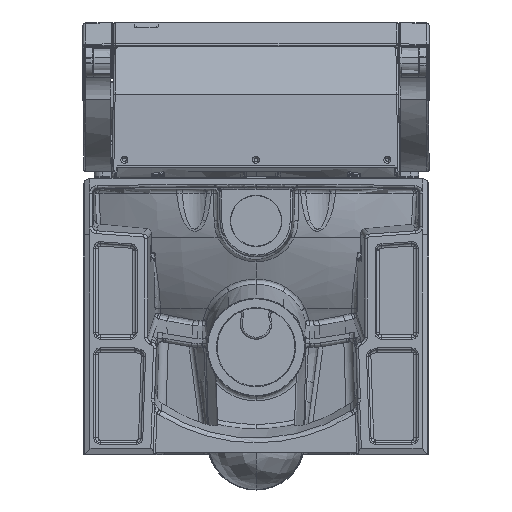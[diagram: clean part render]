
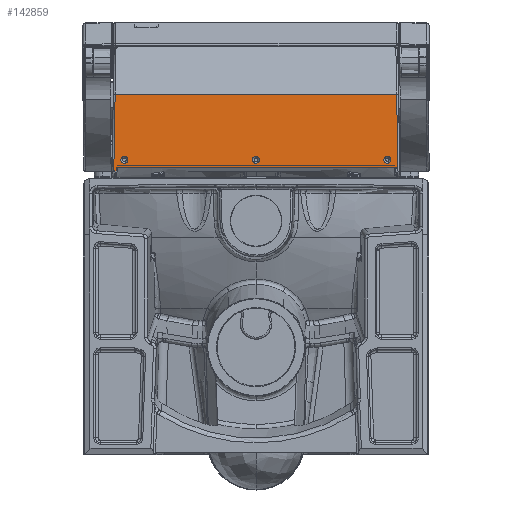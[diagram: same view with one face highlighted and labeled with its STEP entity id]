
A CAD part, left-side view. The second image highlights one B-rep face of the part: STEP entity #142859.
In plain terms, the highlighted face is planar.
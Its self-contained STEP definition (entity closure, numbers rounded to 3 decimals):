
#127930=CARTESIAN_POINT('',(149.42,8.259,-15.721));
#127931=VERTEX_POINT('',#127930);
#127939=CARTESIAN_POINT('',(150.855,8.279,-15.721));
#127940=VERTEX_POINT('',#127939);
#127941=CARTESIAN_POINT('',(154.294,8.328,-15.719));
#127942=CARTESIAN_POINT('',(-446.653,-0.253,-16.019));
#127943=CARTESIAN_POINT('',(154.228,12.117,-15.587));
#127951=(BOUNDED_CURVE()B_SPLINE_CURVE(2,(#127941,#127942,#127943),.UNSPECIFIED.,.F.,.U.)B_SPLINE_CURVE_WITH_KNOTS((3,3),(0.0,59.552),.UNSPECIFIED.)CURVE()GEOMETRIC_REPRESENTATION_ITEM()RATIONAL_B_SPLINE_CURVE((1.0,0.982,1.0))REPRESENTATION_ITEM(''));
#127952=EDGE_CURVE('',#127940,#127931,#127951,.T.);
#127996=CARTESIAN_POINT('',(-150.854,8.28,-15.721));
#127997=VERTEX_POINT('',#127996);
#129992=CARTESIAN_POINT('',(-150.435,89.686,-12.878));
#129993=VERTEX_POINT('',#129992);
#130003=CARTESIAN_POINT('',(-151.856,8.28,-15.721));
#130004=VERTEX_POINT('',#130003);
#130005=CARTESIAN_POINT('',(-151.856,8.28,-15.72));
#130006=DIRECTION('',(0.017,0.999,0.035));
#130007=VECTOR('',#130006,81.469);
#130008=LINE('',#130005,#130007);
#130009=EDGE_CURVE('',#130004,#129993,#130008,.T.);
#132186=CARTESIAN_POINT('',(150.435,89.686,-12.878));
#132187=VERTEX_POINT('',#132186);
#132203=CARTESIAN_POINT('',(151.856,8.279,-15.72));
#132204=VERTEX_POINT('',#132203);
#132224=CARTESIAN_POINT('',(150.435,89.686,-12.878));
#132225=DIRECTION('',(0.017,-0.999,-0.035));
#132226=VECTOR('',#132225,81.469);
#132227=LINE('',#132224,#132226);
#132228=EDGE_CURVE('',#132187,#132204,#132227,.T.);
#132421=CARTESIAN_POINT('',(144.25,20.,-15.311));
#132422=VERTEX_POINT('',#132421);
#132429=CARTESIAN_POINT('',(136.75,20.,-15.311));
#132430=VERTEX_POINT('',#132429);
#132431=CARTESIAN_POINT('',(140.5,20.,-15.311));
#132432=DIRECTION('',(0.0,0.035,-0.999));
#132433=DIRECTION('',(0.,0.999,0.035));
#132434=AXIS2_PLACEMENT_3D('',#132431,#132432,#132433);
#132435=ELLIPSE('',#132434,3.752,3.75);
#132436=EDGE_CURVE('',#132422,#132430,#132435,.T.);
#132454=CARTESIAN_POINT('',(140.5,20.,-15.311));
#132455=DIRECTION('',(0.,0.035,-0.999));
#132456=DIRECTION('',(0.,-0.999,-0.035));
#132457=AXIS2_PLACEMENT_3D('',#132454,#132455,#132456);
#132458=ELLIPSE('',#132457,3.752,3.75);
#132459=EDGE_CURVE('',#132430,#132422,#132458,.T.);
#135514=CARTESIAN_POINT('',(151.856,8.279,-15.72));
#135515=DIRECTION('',(-1.0,0.0,0.0));
#135516=VECTOR('',#135515,1.001);
#135517=LINE('',#135514,#135516);
#135518=EDGE_CURVE('',#132204,#127940,#135517,.T.);
#135641=CARTESIAN_POINT('',(-150.855,8.28,-15.721));
#135642=DIRECTION('',(-1.0,0.0,0.0));
#135643=VECTOR('',#135642,1.002);
#135644=LINE('',#135641,#135643);
#135645=EDGE_CURVE('',#127997,#130004,#135644,.T.);
#136064=CARTESIAN_POINT('',(-144.25,20.,-15.311));
#136065=VERTEX_POINT('',#136064);
#136072=CARTESIAN_POINT('',(-136.75,20.,-15.311));
#136073=VERTEX_POINT('',#136072);
#136074=CARTESIAN_POINT('',(-140.5,20.,-15.311));
#136075=DIRECTION('',(0.,0.035,-0.999));
#136076=DIRECTION('',(0.,-0.999,-0.035));
#136077=AXIS2_PLACEMENT_3D('',#136074,#136075,#136076);
#136078=ELLIPSE('',#136077,3.752,3.75);
#136079=EDGE_CURVE('',#136065,#136073,#136078,.T.);
#136097=CARTESIAN_POINT('',(-140.5,20.,-15.311));
#136098=DIRECTION('',(0.,0.035,-0.999));
#136099=DIRECTION('',(0.,0.999,0.035));
#136100=AXIS2_PLACEMENT_3D('',#136097,#136098,#136099);
#136101=ELLIPSE('',#136100,3.752,3.75);
#136102=EDGE_CURVE('',#136073,#136065,#136101,.T.);
#136298=CARTESIAN_POINT('',(-3.75,20.,-15.311));
#136299=VERTEX_POINT('',#136298);
#136306=CARTESIAN_POINT('',(3.75,20.,-15.311));
#136307=VERTEX_POINT('',#136306);
#136308=CARTESIAN_POINT('',(0.,20.,-15.311));
#136309=DIRECTION('',(0.0,0.035,-0.999));
#136310=DIRECTION('',(0.,-0.999,-0.035));
#136311=AXIS2_PLACEMENT_3D('',#136308,#136309,#136310);
#136312=ELLIPSE('',#136311,3.752,3.75);
#136313=EDGE_CURVE('',#136299,#136307,#136312,.T.);
#136331=CARTESIAN_POINT('',(0.0,20.,-15.311));
#136332=DIRECTION('',(0.,0.035,-0.999));
#136333=DIRECTION('',(0.,0.999,0.035));
#136334=AXIS2_PLACEMENT_3D('',#136331,#136332,#136333);
#136335=ELLIPSE('',#136334,3.752,3.75);
#136336=EDGE_CURVE('',#136307,#136299,#136335,.T.);
#140602=CARTESIAN_POINT('',(-150.79,12.,-15.591));
#140603=VERTEX_POINT('',#140602);
#140604=CARTESIAN_POINT('',(-150.79,12.,-15.591));
#140605=DIRECTION('',(-0.017,-0.999,-0.035));
#140606=VECTOR('',#140605,3.723);
#140607=LINE('',#140604,#140606);
#140608=EDGE_CURVE('',#140603,#127997,#140607,.T.);
#140610=CARTESIAN_POINT('',(-147.573,12.,-15.589));
#140611=VERTEX_POINT('',#140610);
#140612=CARTESIAN_POINT('',(-147.573,12.,-15.589));
#140613=DIRECTION('',(-1.,0.,-0.001));
#140614=VECTOR('',#140613,3.217);
#140615=LINE('',#140612,#140614);
#140616=EDGE_CURVE('',#140611,#140603,#140615,.T.);
#142638=CARTESIAN_POINT('',(-150.435,89.686,-12.878));
#142639=DIRECTION('',(1.0,0.0,0.0));
#142640=VECTOR('',#142639,300.871);
#142641=LINE('',#142638,#142640);
#142642=EDGE_CURVE('',#129993,#132187,#142641,.T.);
#142803=CARTESIAN_POINT('',(0.0,6.63,-15.778));
#142804=DIRECTION('',(0.0,-0.035,0.999));
#142805=DIRECTION('',(1.0,0.0,0.0));
#142806=AXIS2_PLACEMENT_3D('',#142803,#142804,#142805);
#142807=PLANE('',#142806);
#142808=ORIENTED_EDGE('',*,*,#140616,.T.);
#142809=ORIENTED_EDGE('',*,*,#140608,.T.);
#142810=ORIENTED_EDGE('',*,*,#135645,.T.);
#142811=ORIENTED_EDGE('',*,*,#130009,.T.);
#142812=ORIENTED_EDGE('',*,*,#142642,.T.);
#142813=ORIENTED_EDGE('',*,*,#132228,.T.);
#142814=ORIENTED_EDGE('',*,*,#135518,.T.);
#142815=ORIENTED_EDGE('',*,*,#127952,.T.);
#142816=CARTESIAN_POINT('',(149.328,10.965,-15.627));
#142817=VERTEX_POINT('',#142816);
#142818=CARTESIAN_POINT('',(149.328,10.965,-15.627));
#142819=DIRECTION('',(0.035,-0.999,-0.035));
#142820=VECTOR('',#142819,2.71);
#142821=LINE('',#142818,#142820);
#142822=EDGE_CURVE('',#142817,#127931,#142821,.T.);
#142823=ORIENTED_EDGE('',*,*,#142822,.F.);
#142824=CARTESIAN_POINT('',(147.574,12.,-15.591));
#142825=VERTEX_POINT('',#142824);
#142826=CARTESIAN_POINT('',(147.574,12.,-15.591));
#142827=CARTESIAN_POINT('',(147.738,12.,-15.591));
#142828=CARTESIAN_POINT('',(147.901,11.969,-15.592));
#142829=CARTESIAN_POINT('',(148.231,11.854,-15.596));
#142830=CARTESIAN_POINT('',(148.394,11.766,-15.599));
#142831=CARTESIAN_POINT('',(148.892,11.424,-15.611));
#142832=CARTESIAN_POINT('',(149.194,11.097,-15.622));
#142833=CARTESIAN_POINT('',(149.314,10.979,-15.626));
#142834=CARTESIAN_POINT('',(149.317,10.975,-15.626));
#142835=CARTESIAN_POINT('',(149.328,10.965,-15.627));
#142836=B_SPLINE_CURVE_WITH_KNOTS('',3,(#142826,#142827,#142828,#142829,#142830,#142831,#142832,#142833,#142834,#142835),.UNSPECIFIED.,.F.,.U.,(4,2,2,2,4),(0.,0.049,0.105,0.229,0.236),.UNSPECIFIED.);
#142837=EDGE_CURVE('',#142825,#142817,#142836,.T.);
#142838=ORIENTED_EDGE('',*,*,#142837,.F.);
#142839=CARTESIAN_POINT('',(-147.573,12.,-15.591));
#142840=DIRECTION('',(1.0,0.0,0.0));
#142841=VECTOR('',#142840,295.147);
#142842=LINE('',#142839,#142841);
#142843=EDGE_CURVE('',#140611,#142825,#142842,.T.);
#142844=ORIENTED_EDGE('',*,*,#142843,.F.);
#142845=EDGE_LOOP('',(#142808,#142809,#142810,#142811,#142812,#142813,#142814,#142815,#142823,#142838,#142844));
#142846=FACE_OUTER_BOUND('',#142845,.T.);
#142847=ORIENTED_EDGE('',*,*,#132436,.F.);
#142848=ORIENTED_EDGE('',*,*,#132459,.F.);
#142849=EDGE_LOOP('',(#142847,#142848));
#142850=FACE_BOUND('',#142849,.T.);
#142851=ORIENTED_EDGE('',*,*,#136336,.F.);
#142852=ORIENTED_EDGE('',*,*,#136313,.F.);
#142853=EDGE_LOOP('',(#142851,#142852));
#142854=FACE_BOUND('',#142853,.T.);
#142855=ORIENTED_EDGE('',*,*,#136102,.F.);
#142856=ORIENTED_EDGE('',*,*,#136079,.F.);
#142857=EDGE_LOOP('',(#142855,#142856));
#142858=FACE_BOUND('',#142857,.T.);
#142859=ADVANCED_FACE('',(#142846,#142850,#142854,#142858),#142807,.F.);
